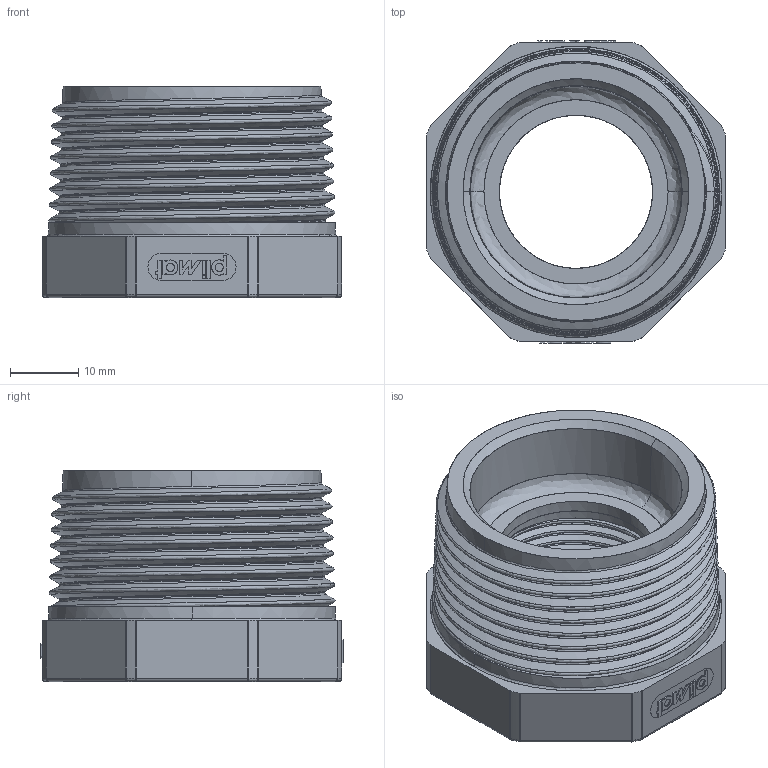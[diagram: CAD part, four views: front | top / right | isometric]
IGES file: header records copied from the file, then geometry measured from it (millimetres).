
Start section: SolidWorks IGES file using NURBS representation for surfaces
Global section: file name: 01 01 1080 009.IGS; native system: SolidWorks 2018; preprocessor: SolidWorks 2018; author: utilizador; date: 181113.083606; units: millimetre
Bounding box: 44 x 44.4 x 31 mm (x, y, z)
Surface area: 11137.7 mm2 (no closed solid volume)
Topology: 0 solids, 0 shells, 326 faces, 4102 edges, 4086 vertices
Faces by surface type: bspline 326
